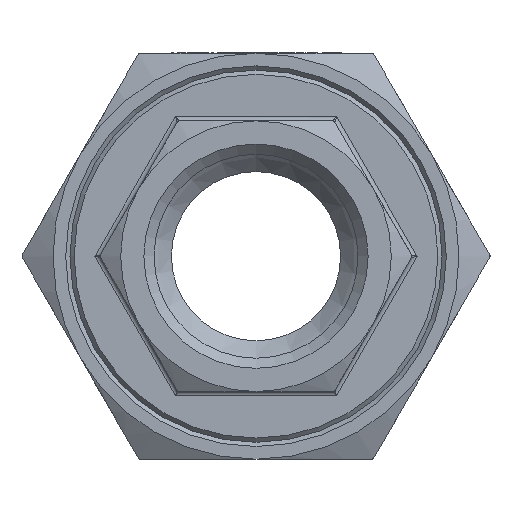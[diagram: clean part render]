
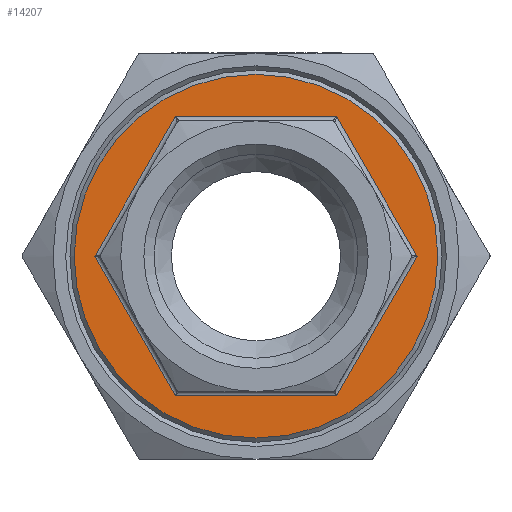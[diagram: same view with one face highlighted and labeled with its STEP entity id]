
A CAD part, left-side view. The second image highlights one B-rep face of the part: STEP entity #14207.
In plain terms, the highlighted planar face has unit normal (-1, 0, 0).
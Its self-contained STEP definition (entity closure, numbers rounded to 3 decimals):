
#75 = VECTOR ( 'NONE', #12902, 1000. ) ;
#418 = VECTOR ( 'NONE', #13543, 1000. ) ;
#438 = VECTOR ( 'NONE', #13549, 1000. ) ;
#451 = AXIS2_PLACEMENT_3D ( 'NONE', #13588, #13597, #13609 ) ;
#455 = CIRCLE ( 'NONE', #451, 21.5 ) ;
#1976 = PLANE ( 'NONE',  #6227 ) ;
#1991 = CARTESIAN_POINT ( 'NONE',  ( -8.75, 0., 0. ) ) ;
#1993 = DIRECTION ( 'NONE',  ( -1., 0., 0. ) ) ;
#2003 = FACE_BOUND ( 'NONE', #8659, .T. ) ;
#2006 = FACE_OUTER_BOUND ( 'NONE', #8684, .T. ) ;
#2019 = DIRECTION ( 'NONE',  ( 0., -1., 0. ) ) ;
#3849 = DIRECTION ( 'NONE',  ( 0., -1., 0. ) ) ;
#3852 = CARTESIAN_POINT ( 'NONE',  ( -8.75, 4.619, -16.5 ) ) ;
#3859 = LINE ( 'NONE', #3852, #8888 ) ;
#4231 = CARTESIAN_POINT ( 'NONE',  ( -8.75, 16.599, -4.25 ) ) ;
#4233 = DIRECTION ( 'NONE',  ( 0., -0.5, -0.866 ) ) ;
#4263 = LINE ( 'NONE', #4231, #8999 ) ;
#4908 = LINE ( 'NONE', #4918, #8882 ) ;
#4918 = CARTESIAN_POINT ( 'NONE',  ( -8.75, -11.98, -12.25 ) ) ;
#4935 = DIRECTION ( 'NONE',  ( 0., -0.5, 0.866 ) ) ;
#6227 = AXIS2_PLACEMENT_3D ( 'NONE', #1991, #1993, #2019 ) ;
#7969 = VERTEX_POINT ( 'NONE', #11801 ) ;
#7977 = VERTEX_POINT ( 'NONE', #11821 ) ;
#7978 = VERTEX_POINT ( 'NONE', #11767 ) ;
#7979 = VERTEX_POINT ( 'NONE', #11792 ) ;
#8002 = VERTEX_POINT ( 'NONE', #11781 ) ;
#8003 = VERTEX_POINT ( 'NONE', #11813 ) ;
#8231 = EDGE_CURVE ( 'NONE', #8002, #7978, #13542, .T. ) ;
#8240 = EDGE_CURVE ( 'NONE', #7978, #7979, #13531, .T. ) ;
#8244 = EDGE_CURVE ( 'NONE', #12523, #12523, #455, .T. ) ;
#8315 = EDGE_CURVE ( 'NONE', #7979, #7977, #12878, .T. ) ;
#8659 = EDGE_LOOP ( 'NONE', ( #9529, #9505, #9489, #9510, #9521, #9524 ) ) ;
#8684 = EDGE_LOOP ( 'NONE', ( #9492 ) ) ;
#8882 = VECTOR ( 'NONE', #4935, 1000. ) ;
#8888 = VECTOR ( 'NONE', #3849, 1000. ) ;
#8999 = VECTOR ( 'NONE', #4233, 1000. ) ;
#9489 = ORIENTED_EDGE ( 'NONE', *, *, #8240, .F. ) ;
#9492 = ORIENTED_EDGE ( 'NONE', *, *, #8244, .T. ) ;
#9505 = ORIENTED_EDGE ( 'NONE', *, *, #8315, .F. ) ;
#9510 = ORIENTED_EDGE ( 'NONE', *, *, #8231, .F. ) ;
#9521 = ORIENTED_EDGE ( 'NONE', *, *, #11990, .F. ) ;
#9524 = ORIENTED_EDGE ( 'NONE', *, *, #12004, .F. ) ;
#9529 = ORIENTED_EDGE ( 'NONE', *, *, #12115, .F. ) ;
#11767 = CARTESIAN_POINT ( 'NONE',  ( -8.75, -9.526, 16.5 ) ) ;
#11781 = CARTESIAN_POINT ( 'NONE',  ( -8.75, -19.053, 0. ) ) ;
#11792 = CARTESIAN_POINT ( 'NONE',  ( -8.75, 9.526, 16.5 ) ) ;
#11801 = CARTESIAN_POINT ( 'NONE',  ( -8.75, 9.526, -16.5 ) ) ;
#11813 = CARTESIAN_POINT ( 'NONE',  ( -8.75, -9.526, -16.5 ) ) ;
#11821 = CARTESIAN_POINT ( 'NONE',  ( -8.75, 19.053, 0. ) ) ;
#11990 = EDGE_CURVE ( 'NONE', #8003, #8002, #4908, .T. ) ;
#12004 = EDGE_CURVE ( 'NONE', #7969, #8003, #3859, .T. ) ;
#12115 = EDGE_CURVE ( 'NONE', #7977, #7969, #4263, .T. ) ;
#12512 = CARTESIAN_POINT ( 'NONE',  ( -8.75, 0., 21.5 ) ) ;
#12523 = VERTEX_POINT ( 'NONE', #12512 ) ;
#12878 = LINE ( 'NONE', #12879, #75 ) ;
#12879 = CARTESIAN_POINT ( 'NONE',  ( -8.75, 11.98, 12.25 ) ) ;
#12902 = DIRECTION ( 'NONE',  ( 0., 0.5, -0.866 ) ) ;
#13531 = LINE ( 'NONE', #13538, #438 ) ;
#13538 = CARTESIAN_POINT ( 'NONE',  ( -8.75, -4.619, 16.5 ) ) ;
#13542 = LINE ( 'NONE', #13551, #418 ) ;
#13543 = DIRECTION ( 'NONE',  ( 0., 0.5, 0.866 ) ) ;
#13549 = DIRECTION ( 'NONE',  ( 0., 1., 0. ) ) ;
#13551 = CARTESIAN_POINT ( 'NONE',  ( -8.75, -16.599, 4.25 ) ) ;
#13588 = CARTESIAN_POINT ( 'NONE',  ( -8.75, 0., 0. ) ) ;
#13597 = DIRECTION ( 'NONE',  ( -1., 0., 0. ) ) ;
#13609 = DIRECTION ( 'NONE',  ( 0., 0., 1. ) ) ;
#14207 = ADVANCED_FACE ( 'NONE', ( #2006, #2003 ), #1976, .T. ) ;
